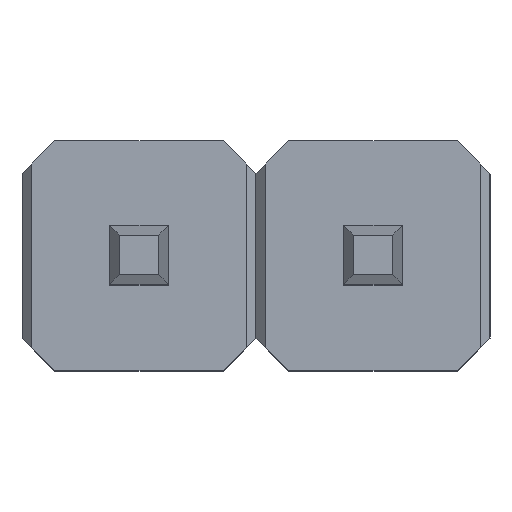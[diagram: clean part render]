
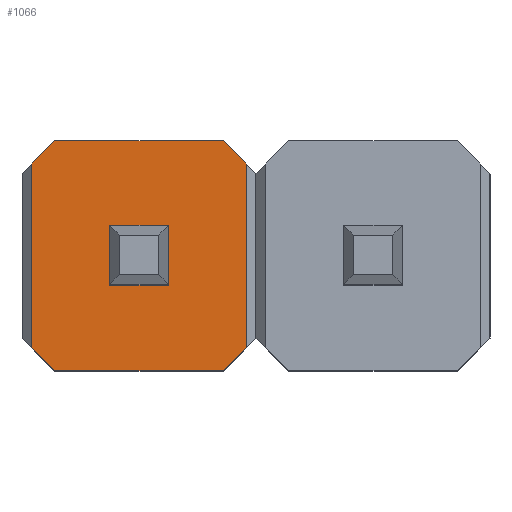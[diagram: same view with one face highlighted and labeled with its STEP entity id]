
A CAD part, top view. The second image highlights one B-rep face of the part: STEP entity #1066.
In plain terms, the highlighted planar face has unit normal (0, 0, 1).
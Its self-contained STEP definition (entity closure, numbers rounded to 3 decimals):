
#699 = DIRECTION ( 'NONE',  ( -1., 0., 0. ) ) ;
#700 = DIRECTION ( 'NONE',  ( 0., 0., -1. ) ) ;
#714 = FACE_BOUND ( 'NONE', #892, .T. ) ;
#716 = CARTESIAN_POINT ( 'NONE',  ( -3.81, 1.25, 1.25 ) ) ;
#717 = AXIS2_PLACEMENT_3D ( 'NONE', #716, #700, #699 ) ;
#724 = FACE_OUTER_BOUND ( 'NONE', #1132, .T. ) ;
#740 = PLANE ( 'NONE',  #717 ) ;
#776 = ORIENTED_EDGE ( 'NONE', *, *, #866, .F. ) ;
#866 = EDGE_CURVE ( 'NONE', #893, #867, #1687, .T. ) ;
#867 = VERTEX_POINT ( 'NONE', #1683 ) ;
#868 = ORIENTED_EDGE ( 'NONE', *, *, #869, .F. ) ;
#869 = EDGE_CURVE ( 'NONE', #870, #893, #1682, .T. ) ;
#870 = VERTEX_POINT ( 'NONE', #1678 ) ;
#871 = ORIENTED_EDGE ( 'NONE', *, *, #872, .T. ) ;
#872 = EDGE_CURVE ( 'NONE', #870, #873, #1677, .T. ) ;
#873 = VERTEX_POINT ( 'NONE', #1673 ) ;
#874 = ORIENTED_EDGE ( 'NONE', *, *, #875, .T. ) ;
#875 = EDGE_CURVE ( 'NONE', #873, #867, #1671, .T. ) ;
#879 = ORIENTED_EDGE ( 'NONE', *, *, #880, .T. ) ;
#880 = EDGE_CURVE ( 'NONE', #906, #907, #1557, .T. ) ;
#881 = ORIENTED_EDGE ( 'NONE', *, *, #882, .T. ) ;
#882 = EDGE_CURVE ( 'NONE', #907, #883, #1723, .T. ) ;
#883 = VERTEX_POINT ( 'NONE', #1719 ) ;
#884 = ORIENTED_EDGE ( 'NONE', *, *, #885, .T. ) ;
#885 = EDGE_CURVE ( 'NONE', #883, #886, #1718, .T. ) ;
#886 = VERTEX_POINT ( 'NONE', #1714 ) ;
#887 = ORIENTED_EDGE ( 'NONE', *, *, #888, .T. ) ;
#888 = EDGE_CURVE ( 'NONE', #886, #889, #1713, .T. ) ;
#889 = VERTEX_POINT ( 'NONE', #1709 ) ;
#890 = ORIENTED_EDGE ( 'NONE', *, *, #891, .T. ) ;
#891 = EDGE_CURVE ( 'NONE', #889, #899, #1708, .T. ) ;
#892 = EDGE_LOOP ( 'NONE', ( #776, #868, #871, #874 ) ) ;
#893 = VERTEX_POINT ( 'NONE', #1704 ) ;
#897 = ORIENTED_EDGE ( 'NONE', *, *, #898, .T. ) ;
#898 = EDGE_CURVE ( 'NONE', #899, #900, #1699, .T. ) ;
#899 = VERTEX_POINT ( 'NONE', #1576 ) ;
#900 = VERTEX_POINT ( 'NONE', #1575 ) ;
#901 = ORIENTED_EDGE ( 'NONE', *, *, #902, .T. ) ;
#902 = EDGE_CURVE ( 'NONE', #900, #903, #1574, .T. ) ;
#903 = VERTEX_POINT ( 'NONE', #1570 ) ;
#904 = ORIENTED_EDGE ( 'NONE', *, *, #905, .T. ) ;
#905 = EDGE_CURVE ( 'NONE', #903, #906, #1739, .T. ) ;
#906 = VERTEX_POINT ( 'NONE', #1812 ) ;
#907 = VERTEX_POINT ( 'NONE', #1811 ) ;
#1066 = ADVANCED_FACE ( 'NONE', ( #724, #714 ), #740, .F. ) ;
#1132 = EDGE_LOOP ( 'NONE', ( #897, #901, #904, #879, #881, #884, #887, #890 ) ) ;
#1551 = VECTOR ( 'NONE', #1724, 1000. ) ;
#1552 = CARTESIAN_POINT ( 'NONE',  ( -3.456, 1.25, 1.25 ) ) ;
#1557 = LINE ( 'NONE', #1552, #1551 ) ;
#1570 = CARTESIAN_POINT ( 'NONE',  ( -1.37, 0.996, 1.25 ) ) ;
#1571 = DIRECTION ( 'NONE',  ( 0., 1., 0. ) ) ;
#1572 = VECTOR ( 'NONE', #1571, 1000. ) ;
#1573 = CARTESIAN_POINT ( 'NONE',  ( -1.37, 1.25, 1.25 ) ) ;
#1574 = LINE ( 'NONE', #1573, #1572 ) ;
#1575 = CARTESIAN_POINT ( 'NONE',  ( -1.37, -0.996, 1.25 ) ) ;
#1576 = CARTESIAN_POINT ( 'NONE',  ( -1.624, -1.25, 1.25 ) ) ;
#1577 = DIRECTION ( 'NONE',  ( 0.707, 0.707, 0. ) ) ;
#1578 = VECTOR ( 'NONE', #1577, 1000. ) ;
#1579 = CARTESIAN_POINT ( 'NONE',  ( -1.624, -1.25, 1.25 ) ) ;
#1668 = DIRECTION ( 'NONE',  ( 1., 0., 0. ) ) ;
#1669 = VECTOR ( 'NONE', #1668, 1000. ) ;
#1670 = CARTESIAN_POINT ( 'NONE',  ( -3.81, 0.32, 1.25 ) ) ;
#1671 = LINE ( 'NONE', #1670, #1669 ) ;
#1673 = CARTESIAN_POINT ( 'NONE',  ( -2.86, 0.32, 1.25 ) ) ;
#1674 = DIRECTION ( 'NONE',  ( 0., 1., 0. ) ) ;
#1675 = VECTOR ( 'NONE', #1674, 1000. ) ;
#1676 = CARTESIAN_POINT ( 'NONE',  ( -2.86, 1.25, 1.25 ) ) ;
#1677 = LINE ( 'NONE', #1676, #1675 ) ;
#1678 = CARTESIAN_POINT ( 'NONE',  ( -2.86, -0.32, 1.25 ) ) ;
#1679 = DIRECTION ( 'NONE',  ( 1., 0., 0. ) ) ;
#1680 = VECTOR ( 'NONE', #1679, 1000. ) ;
#1681 = CARTESIAN_POINT ( 'NONE',  ( -3.81, -0.32, 1.25 ) ) ;
#1682 = LINE ( 'NONE', #1681, #1680 ) ;
#1683 = CARTESIAN_POINT ( 'NONE',  ( -2.22, 0.32, 1.25 ) ) ;
#1684 = DIRECTION ( 'NONE',  ( 0., 1., 0. ) ) ;
#1685 = VECTOR ( 'NONE', #1684, 1000. ) ;
#1686 = CARTESIAN_POINT ( 'NONE',  ( -2.22, 1.25, 1.25 ) ) ;
#1687 = LINE ( 'NONE', #1686, #1685 ) ;
#1699 = LINE ( 'NONE', #1579, #1578 ) ;
#1704 = CARTESIAN_POINT ( 'NONE',  ( -2.22, -0.32, 1.25 ) ) ;
#1705 = DIRECTION ( 'NONE',  ( 1., 0., 0. ) ) ;
#1706 = VECTOR ( 'NONE', #1705, 1000. ) ;
#1707 = CARTESIAN_POINT ( 'NONE',  ( -3.456, -1.25, 1.25 ) ) ;
#1708 = LINE ( 'NONE', #1707, #1706 ) ;
#1709 = CARTESIAN_POINT ( 'NONE',  ( -3.456, -1.25, 1.25 ) ) ;
#1710 = DIRECTION ( 'NONE',  ( 0.707, -0.707, 0. ) ) ;
#1711 = VECTOR ( 'NONE', #1710, 1000. ) ;
#1712 = CARTESIAN_POINT ( 'NONE',  ( -3.81, -0.896, 1.25 ) ) ;
#1713 = LINE ( 'NONE', #1712, #1711 ) ;
#1714 = CARTESIAN_POINT ( 'NONE',  ( -3.71, -0.996, 1.25 ) ) ;
#1715 = DIRECTION ( 'NONE',  ( 0., -1., 0. ) ) ;
#1716 = VECTOR ( 'NONE', #1715, 1000. ) ;
#1717 = CARTESIAN_POINT ( 'NONE',  ( -3.71, 1.25, 1.25 ) ) ;
#1718 = LINE ( 'NONE', #1717, #1716 ) ;
#1719 = CARTESIAN_POINT ( 'NONE',  ( -3.71, 0.996, 1.25 ) ) ;
#1720 = DIRECTION ( 'NONE',  ( -0.707, -0.707, 0. ) ) ;
#1721 = VECTOR ( 'NONE', #1720, 1000. ) ;
#1722 = CARTESIAN_POINT ( 'NONE',  ( -3.81, 0.896, 1.25 ) ) ;
#1723 = LINE ( 'NONE', #1722, #1721 ) ;
#1724 = DIRECTION ( 'NONE',  ( -1., 0., 0. ) ) ;
#1739 = LINE ( 'NONE', #1806, #1786 ) ;
#1785 = DIRECTION ( 'NONE',  ( -0.707, 0.707, 0. ) ) ;
#1786 = VECTOR ( 'NONE', #1785, 1000. ) ;
#1806 = CARTESIAN_POINT ( 'NONE',  ( -1.27, 0.896, 1.25 ) ) ;
#1811 = CARTESIAN_POINT ( 'NONE',  ( -3.456, 1.25, 1.25 ) ) ;
#1812 = CARTESIAN_POINT ( 'NONE',  ( -1.624, 1.25, 1.25 ) ) ;
